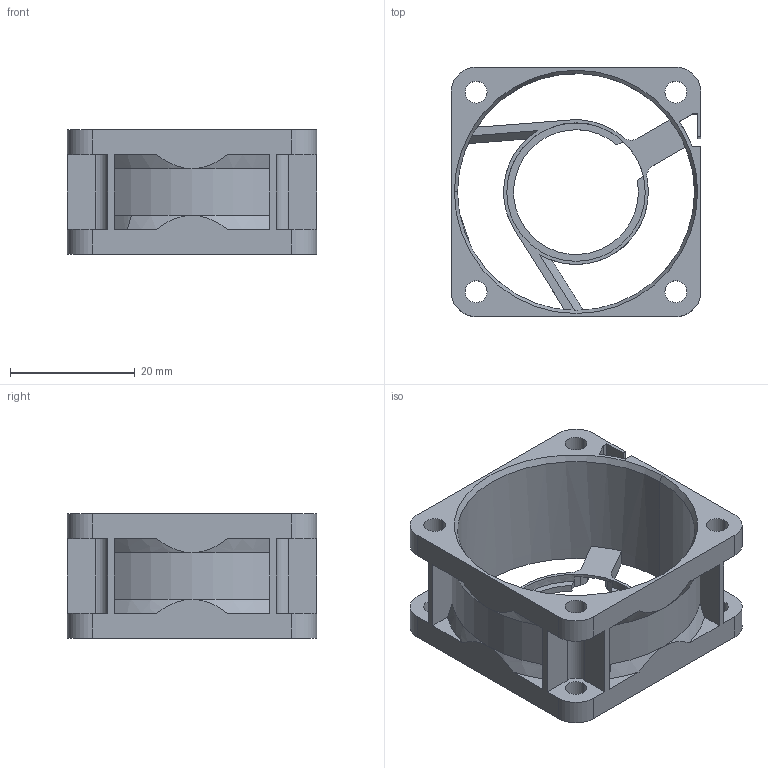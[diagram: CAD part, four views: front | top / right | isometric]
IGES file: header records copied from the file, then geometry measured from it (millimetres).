
Start section:  PTC IGES file: ad4020-h.igs
Global section: file name: ad4020-h.igs; native system: Creo Parametric by Parametric Technology Corporation; preprocessor: 2012360; author: rd049; organization: Unknown; date: 20141127.172927; units: millimetre
Bounding box: 40 x 40 x 20 mm (x, y, z)
Volume: 5554.5 mm3; surface area: 8339.9 mm2
Topology: 1 solids, 1 shells, 135 faces, 401 edges, 263 vertices
Faces by surface type: bspline 75, revolution 60
